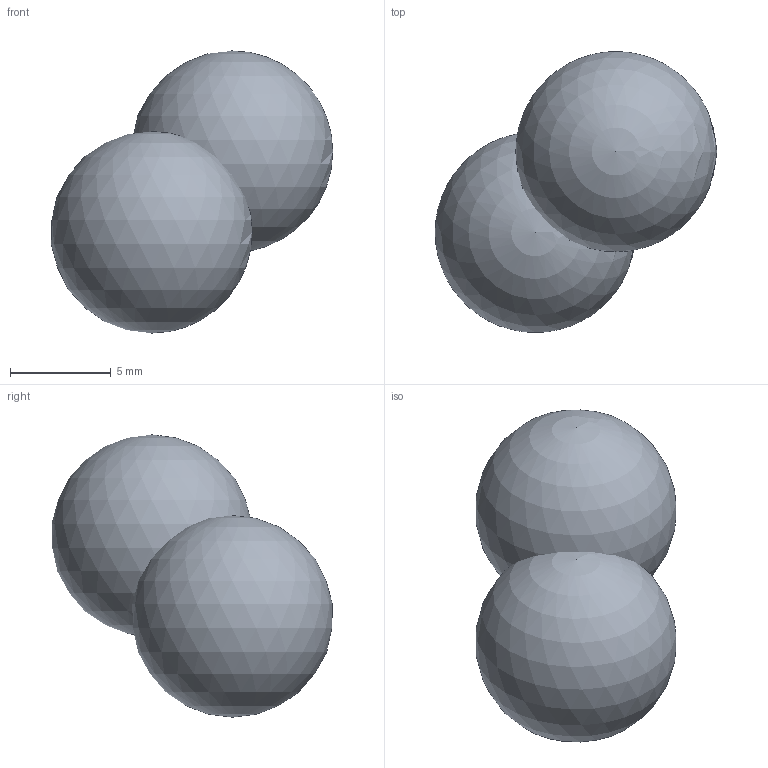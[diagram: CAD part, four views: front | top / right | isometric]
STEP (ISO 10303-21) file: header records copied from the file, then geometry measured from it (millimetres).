
FILE_DESCRIPTION(('FreeCAD Model'),'2;1');
FILE_NAME('sphere+sphere_1-0.step', '2017-04-02T15:31:44',('Author'),(''), 'Open CASCADE STEP processor 6.8','FreeCAD','Unknown');
FILE_SCHEMA(('AUTOMOTIVE_DESIGN_CC2 { 1 2 10303 214 -1 1 5 4 }'));
Length unit declared in the file: millimetre
Products named in the file (3): ASSEMBLY; Sphere; Sphere001
Assembly tree (2 placements, depth 2):
  ASSEMBLY
    Sphere
    Sphere001
Bounding box: 13.96 x 13.93 x 14 mm (x, y, z)
Volume: 1047.2 mm3; surface area: 628.3 mm2
Topology: 2 solids, 2 shells, 2 faces, 6 edges, 4 vertices
Faces by surface type: sphere 2
Entity records: 93 total; most frequent: DIRECTION 10, CARTESIAN_POINT 7, PRODUCT_DEFINITION_SHAPE 5, AXIS2_PLACEMENT_3D 5, SHAPE_DEFINITION_REPRESENTATION 3, PRODUCT_DEFINITION 3, PRODUCT_DEFINITION_FORMATION 3, PRODUCT 3
